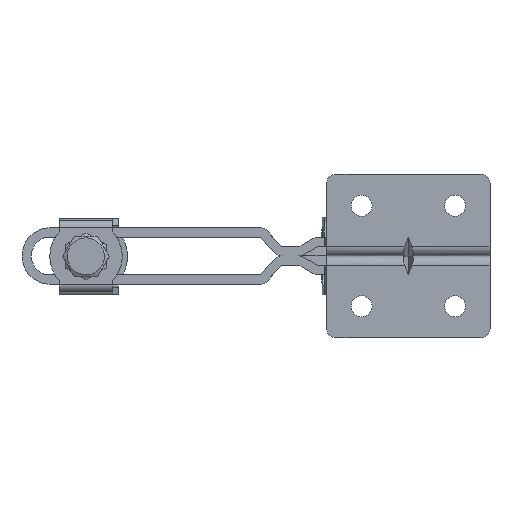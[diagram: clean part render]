
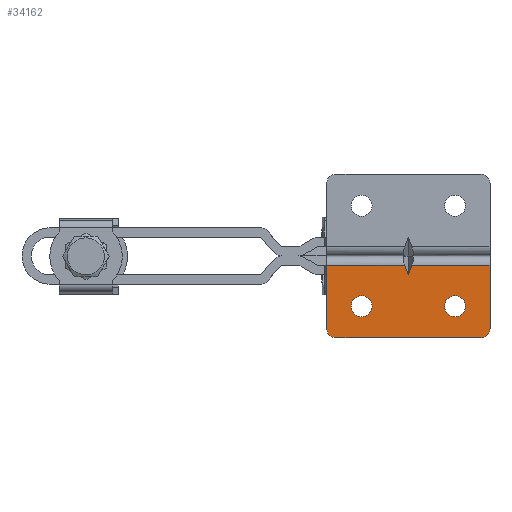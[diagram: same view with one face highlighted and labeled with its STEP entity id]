
A CAD part, front view. The second image highlights one B-rep face of the part: STEP entity #34162.
In plain terms, the highlighted planar face has unit normal (0, -1, 0).
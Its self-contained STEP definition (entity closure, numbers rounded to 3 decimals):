
#53 = VERTEX_POINT ( 'NONE', #7556 ) ;
#524 = VERTEX_POINT ( 'NONE', #23613 ) ;
#1134 = VECTOR ( 'NONE', #15709, 1000. ) ;
#1233 = DIRECTION ( 'NONE',  ( 0., 0., 1. ) ) ;
#1339 = AXIS2_PLACEMENT_3D ( 'NONE', #13010, #37001, #16433 ) ;
#2168 = VERTEX_POINT ( 'NONE', #28156 ) ;
#2322 = DIRECTION ( 'NONE',  ( -1., 0., 0. ) ) ;
#2448 = VECTOR ( 'NONE', #36379, 1000. ) ;
#2455 = ORIENTED_EDGE ( 'NONE', *, *, #3570, .F. ) ;
#2665 = VECTOR ( 'NONE', #12670, 1000. ) ;
#3184 = CARTESIAN_POINT ( 'NONE',  ( 0., 0., -4. ) ) ;
#3192 = VERTEX_POINT ( 'NONE', #39333 ) ;
#3350 = CARTESIAN_POINT ( 'NONE',  ( -15., 0., -21.5 ) ) ;
#3570 = EDGE_CURVE ( 'NONE', #3192, #53, #37810, .T. ) ;
#3713 = DIRECTION ( 'NONE',  ( -1., 0., 0. ) ) ;
#4005 = DIRECTION ( 'NONE',  ( -1., 0., 0. ) ) ;
#4209 = DIRECTION ( 'NONE',  ( 0., -1., 0. ) ) ;
#4473 = CARTESIAN_POINT ( 'NONE',  ( -29.47, 0., 6.863 ) ) ;
#4677 = VECTOR ( 'NONE', #29857, 1000. ) ;
#4814 = LINE ( 'NONE', #22878, #2665 ) ;
#5239 = CARTESIAN_POINT ( 'NONE',  ( -33.474, 0., -4. ) ) ;
#5254 = VERTEX_POINT ( 'NONE', #5239 ) ;
#6100 = CIRCLE ( 'NONE', #10606, 4.5 ) ;
#6535 = EDGE_LOOP ( 'NONE', ( #39677, #12694 ) ) ;
#6683 = FACE_BOUND ( 'NONE', #6535, .T. ) ;
#6712 = ORIENTED_EDGE ( 'NONE', *, *, #37887, .T. ) ;
#6787 = DIRECTION ( 'NONE',  ( -1., 0., 0. ) ) ;
#6847 = EDGE_CURVE ( 'NONE', #33732, #5254, #37595, .T. ) ;
#7392 = ORIENTED_EDGE ( 'NONE', *, *, #7799, .F. ) ;
#7556 = CARTESIAN_POINT ( 'NONE',  ( -55., 0., -26. ) ) ;
#7746 = CARTESIAN_POINT ( 'NONE',  ( -66., 0., -35. ) ) ;
#7799 = EDGE_CURVE ( 'NONE', #42616, #25144, #13464, .T. ) ;
#7977 = CIRCLE ( 'NONE', #1339, 4. ) ;
#8293 = DIRECTION ( 'NONE',  ( 0., -1., 0. ) ) ;
#8447 = ORIENTED_EDGE ( 'NONE', *, *, #13955, .F. ) ;
#9818 = CARTESIAN_POINT ( 'NONE',  ( -36.526, 0., -4. ) ) ;
#10606 = AXIS2_PLACEMENT_3D ( 'NONE', #28784, #8293, #32275 ) ;
#11220 = EDGE_CURVE ( 'NONE', #29300, #33732, #21792, .T. ) ;
#12661 = DIRECTION ( 'NONE',  ( 0., -1., 0. ) ) ;
#12670 = DIRECTION ( 'NONE',  ( 1., 0., 0. ) ) ;
#12694 = ORIENTED_EDGE ( 'NONE', *, *, #29697, .F. ) ;
#13010 = CARTESIAN_POINT ( 'NONE',  ( -4., 0., -31. ) ) ;
#13464 = LINE ( 'NONE', #27847, #29510 ) ;
#13955 = EDGE_CURVE ( 'NONE', #29124, #31292, #36507, .T. ) ;
#14603 = CIRCLE ( 'NONE', #41892, 4.5 ) ;
#15709 = DIRECTION ( 'NONE',  ( -1., 0., 0. ) ) ;
#15712 = FACE_OUTER_BOUND ( 'NONE', #41549, .T. ) ;
#16051 = EDGE_CURVE ( 'NONE', #29300, #25502, #7977, .T. ) ;
#16433 = DIRECTION ( 'NONE',  ( -1., 0., 0. ) ) ;
#16804 = FACE_BOUND ( 'NONE', #27595, .T. ) ;
#17151 = CARTESIAN_POINT ( 'NONE',  ( -55., 0., -21.5 ) ) ;
#20605 = ORIENTED_EDGE ( 'NONE', *, *, #30729, .F. ) ;
#20817 = EDGE_CURVE ( 'NONE', #40358, #2168, #22196, .T. ) ;
#21051 = PLANE ( 'NONE',  #31672 ) ;
#21519 = ORIENTED_EDGE ( 'NONE', *, *, #6847, .T. ) ;
#21733 = CARTESIAN_POINT ( 'NONE',  ( 0., 0., -4. ) ) ;
#21792 = LINE ( 'NONE', #21733, #30951 ) ;
#22196 = CIRCLE ( 'NONE', #39921, 4.5 ) ;
#22670 = CARTESIAN_POINT ( 'NONE',  ( 0., 0., -4. ) ) ;
#22839 = DIRECTION ( 'NONE',  ( 0., 1., 0. ) ) ;
#22878 = CARTESIAN_POINT ( 'NONE',  ( -70., 0., -35. ) ) ;
#22880 = LINE ( 'NONE', #22670, #4677 ) ;
#23441 = CARTESIAN_POINT ( 'NONE',  ( 0., 0., -31. ) ) ;
#23613 = CARTESIAN_POINT ( 'NONE',  ( -70., 0., -4. ) ) ;
#23957 = VECTOR ( 'NONE', #31889, 1000. ) ;
#24404 = DIRECTION ( 'NONE',  ( 0.346, 0., -0.938 ) ) ;
#24497 = DIRECTION ( 'NONE',  ( 0., 1., 0. ) ) ;
#24690 = CARTESIAN_POINT ( 'NONE',  ( -55., 0., -21.5 ) ) ;
#25022 = ORIENTED_EDGE ( 'NONE', *, *, #40980, .F. ) ;
#25144 = VERTEX_POINT ( 'NONE', #35847 ) ;
#25502 = VERTEX_POINT ( 'NONE', #41367 ) ;
#25637 = CARTESIAN_POINT ( 'NONE',  ( -70., 0., -31. ) ) ;
#27278 = DIRECTION ( 'NONE',  ( 0., -1., 0. ) ) ;
#27595 = EDGE_LOOP ( 'NONE', ( #43598, #2455 ) ) ;
#27847 = CARTESIAN_POINT ( 'NONE',  ( -32.157, 0., -15.853 ) ) ;
#27888 = AXIS2_PLACEMENT_3D ( 'NONE', #17151, #12661, #3713 ) ;
#28130 = DIRECTION ( 'NONE',  ( -1., 0., 0. ) ) ;
#28156 = CARTESIAN_POINT ( 'NONE',  ( -15., 0., -17. ) ) ;
#28173 = CARTESIAN_POINT ( 'NONE',  ( -15., 0., -26. ) ) ;
#28784 = CARTESIAN_POINT ( 'NONE',  ( -15., 0., -21.5 ) ) ;
#29124 = VERTEX_POINT ( 'NONE', #7746 ) ;
#29300 = VERTEX_POINT ( 'NONE', #23441 ) ;
#29510 = VECTOR ( 'NONE', #24404, 1000. ) ;
#29697 = EDGE_CURVE ( 'NONE', #2168, #40358, #6100, .T. ) ;
#29775 = LINE ( 'NONE', #32945, #2448 ) ;
#29857 = DIRECTION ( 'NONE',  ( -1., 0., 0. ) ) ;
#30126 = EDGE_CURVE ( 'NONE', #53, #3192, #14603, .T. ) ;
#30729 = EDGE_CURVE ( 'NONE', #25144, #5254, #33085, .T. ) ;
#30951 = VECTOR ( 'NONE', #1233, 1000. ) ;
#31131 = CARTESIAN_POINT ( 'NONE',  ( 0., 0., -4. ) ) ;
#31292 = VERTEX_POINT ( 'NONE', #25637 ) ;
#31409 = ORIENTED_EDGE ( 'NONE', *, *, #11220, .T. ) ;
#31672 = AXIS2_PLACEMENT_3D ( 'NONE', #31131, #24497, #4005 ) ;
#31701 = EDGE_CURVE ( 'NONE', #42616, #524, #22880, .T. ) ;
#31889 = DIRECTION ( 'NONE',  ( 0.346, 0., 0.938 ) ) ;
#32275 = DIRECTION ( 'NONE',  ( -1., 0., 0. ) ) ;
#32891 = ORIENTED_EDGE ( 'NONE', *, *, #16051, .F. ) ;
#32945 = CARTESIAN_POINT ( 'NONE',  ( -70., 0., -4. ) ) ;
#33085 = LINE ( 'NONE', #4473, #23957 ) ;
#33732 = VERTEX_POINT ( 'NONE', #3184 ) ;
#34162 = ADVANCED_FACE ( 'NONE', ( #16804, #6683, #15712 ), #21051, .F. ) ;
#35847 = CARTESIAN_POINT ( 'NONE',  ( -35., 0., -8.139 ) ) ;
#36264 = ORIENTED_EDGE ( 'NONE', *, *, #31701, .T. ) ;
#36379 = DIRECTION ( 'NONE',  ( 0., 0., 1. ) ) ;
#36507 = CIRCLE ( 'NONE', #39469, 4. ) ;
#37001 = DIRECTION ( 'NONE',  ( 0., 1., 0. ) ) ;
#37595 = LINE ( 'NONE', #39736, #1134 ) ;
#37810 = CIRCLE ( 'NONE', #27888, 4.5 ) ;
#37887 = EDGE_CURVE ( 'NONE', #29124, #25502, #4814, .T. ) ;
#39333 = CARTESIAN_POINT ( 'NONE',  ( -55., 0., -17. ) ) ;
#39469 = AXIS2_PLACEMENT_3D ( 'NONE', #43367, #22839, #2322 ) ;
#39677 = ORIENTED_EDGE ( 'NONE', *, *, #20817, .F. ) ;
#39736 = CARTESIAN_POINT ( 'NONE',  ( 0., 0., -4. ) ) ;
#39921 = AXIS2_PLACEMENT_3D ( 'NONE', #3350, #27278, #6787 ) ;
#40358 = VERTEX_POINT ( 'NONE', #28173 ) ;
#40980 = EDGE_CURVE ( 'NONE', #31292, #524, #29775, .T. ) ;
#41367 = CARTESIAN_POINT ( 'NONE',  ( -4., 0., -35. ) ) ;
#41549 = EDGE_LOOP ( 'NONE', ( #31409, #21519, #20605, #7392, #36264, #25022, #8447, #6712, #32891 ) ) ;
#41892 = AXIS2_PLACEMENT_3D ( 'NONE', #24690, #4209, #28130 ) ;
#42616 = VERTEX_POINT ( 'NONE', #9818 ) ;
#43367 = CARTESIAN_POINT ( 'NONE',  ( -66., 0., -31. ) ) ;
#43598 = ORIENTED_EDGE ( 'NONE', *, *, #30126, .F. ) ;
